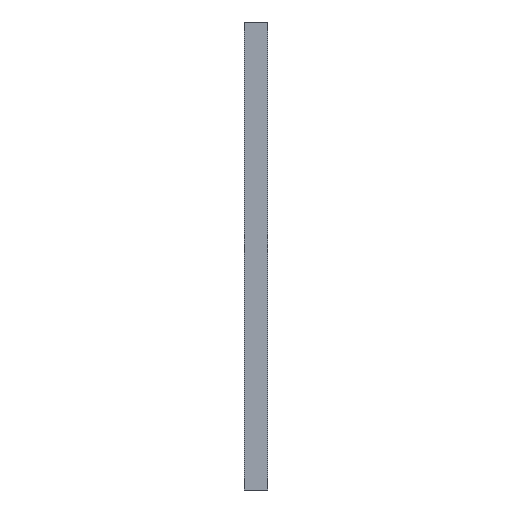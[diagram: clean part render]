
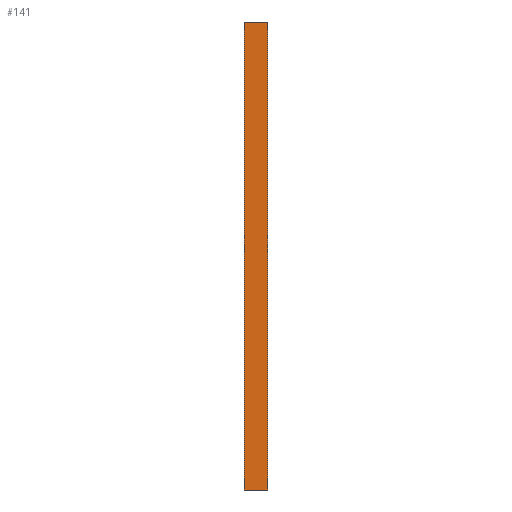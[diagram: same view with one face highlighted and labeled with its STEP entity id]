
A CAD part, left-side view. The second image highlights one B-rep face of the part: STEP entity #141.
In plain terms, the highlighted planar face has unit normal (-1, 0, 0).
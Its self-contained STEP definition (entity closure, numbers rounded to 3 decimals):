
#141=ADVANCED_FACE('',(#363),#260,.T.);
#260=PLANE('',#2551);
#363=FACE_OUTER_BOUND('',#476,.T.);
#476=EDGE_LOOP('',(#642,#643,#644,#645));
#642=ORIENTED_EDGE('',*,*,#1568,.F.);
#643=ORIENTED_EDGE('',*,*,#1567,.F.);
#644=ORIENTED_EDGE('',*,*,#1569,.T.);
#645=ORIENTED_EDGE('',*,*,#1559,.T.);
#1324=VERTEX_POINT('',#3224);
#1326=VERTEX_POINT('',#3227);
#1330=VERTEX_POINT('',#3239);
#1331=VERTEX_POINT('',#3241);
#1559=EDGE_CURVE('',#1326,#1324,#1906,.T.);
#1567=EDGE_CURVE('',#1331,#1330,#1914,.T.);
#1568=EDGE_CURVE('',#1330,#1324,#1915,.T.);
#1569=EDGE_CURVE('',#1331,#1326,#1916,.T.);
#1906=LINE('',#3226,#2221);
#1914=LINE('',#3242,#2229);
#1915=LINE('',#3244,#2230);
#1916=LINE('',#3245,#2231);
#2221=VECTOR('',#2666,1.);
#2229=VECTOR('',#2678,1.);
#2230=VECTOR('',#2681,1.);
#2231=VECTOR('',#2682,1.);
#2551=AXIS2_PLACEMENT_3D('',#3246,#2683,#2684);
#2666=DIRECTION('',(0.,1.,0.));
#2678=DIRECTION('',(0.,1.,0.));
#2681=DIRECTION('',(0.,0.,1.));
#2682=DIRECTION('',(0.,0.,1.));
#2683=DIRECTION('',(-1.,0.,0.));
#2684=DIRECTION('',(0.,0.,1.));
#3224=CARTESIAN_POINT('',(57.5,-22.,36.));
#3226=CARTESIAN_POINT('',(57.5,-24.,36.));
#3227=CARTESIAN_POINT('',(57.5,-24.,36.));
#3239=CARTESIAN_POINT('',(57.5,-22.,-4.));
#3241=CARTESIAN_POINT('',(57.5,-24.,-4.));
#3242=CARTESIAN_POINT('',(57.5,-24.,-4.));
#3244=CARTESIAN_POINT('',(57.5,-22.,-4.));
#3245=CARTESIAN_POINT('',(57.5,-24.,-4.));
#3246=CARTESIAN_POINT('',(57.5,-24.,-4.));
